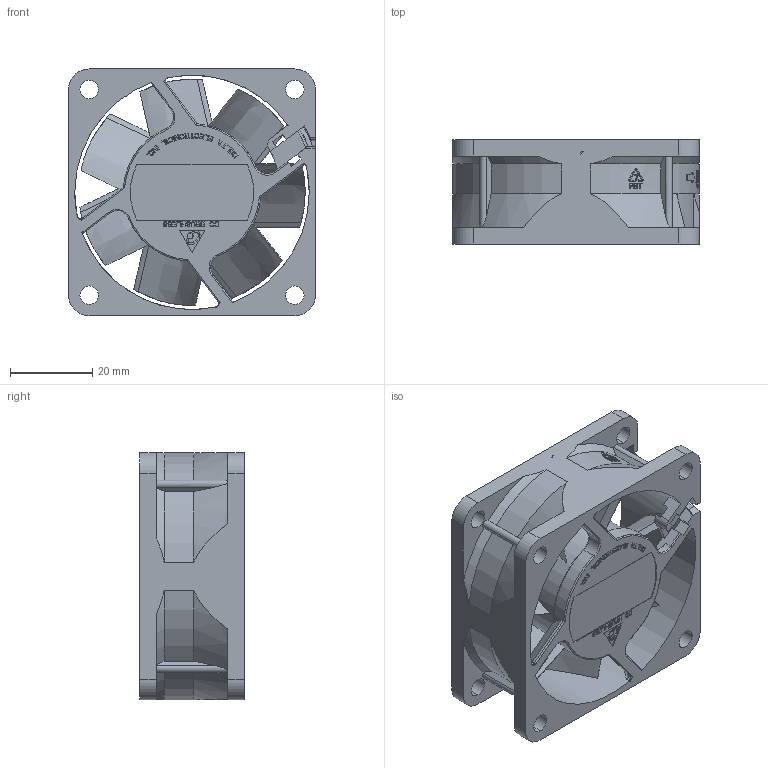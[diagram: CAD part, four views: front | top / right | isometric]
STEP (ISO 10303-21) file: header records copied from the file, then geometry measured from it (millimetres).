
FILE_DESCRIPTION((''),'2;1');
FILE_NAME('410024610005','2019-06-04T',('LIEN.CHEN'),(''),'CREO PARAMETRIC BY PTC INC, 2015080','CREO PARAMETRIC BY PTC INC, 2015080','');
FILE_SCHEMA(('CONFIG_CONTROL_DESIGN'));
Length unit declared in the file: millimetre
Products named in the file (1): 410024610005
Bounding box: 60 x 25.4 x 60.17 mm (x, y, z)
Volume: 36021.6 mm3; surface area: 23778.7 mm2
Topology: 2 solids, 2 shells, 1150 faces, 3278 edges, 2186 vertices
Faces by surface type: plane 926, cylinder 121, bspline 53, torus 19, cone 16, extrusion 15
Entity records: 41854 total; most frequent: CARTESIAN_POINT 12208, ORIENTED_EDGE 6556, DIRECTION 5451, EDGE_CURVE 3278, VECTOR 2671, LINE 2656, VERTEX_POINT 2186, AXIS2_PLACEMENT_3D 1390
